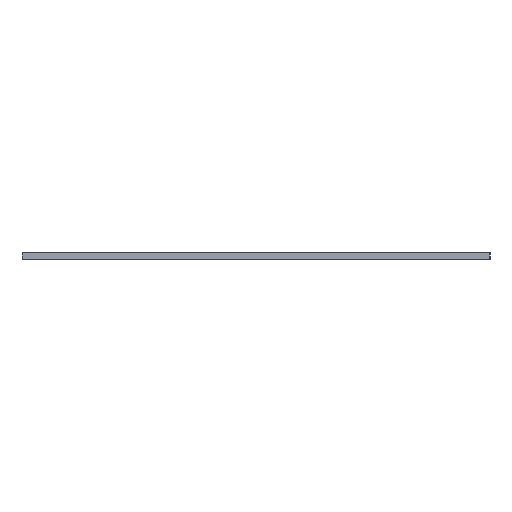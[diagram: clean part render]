
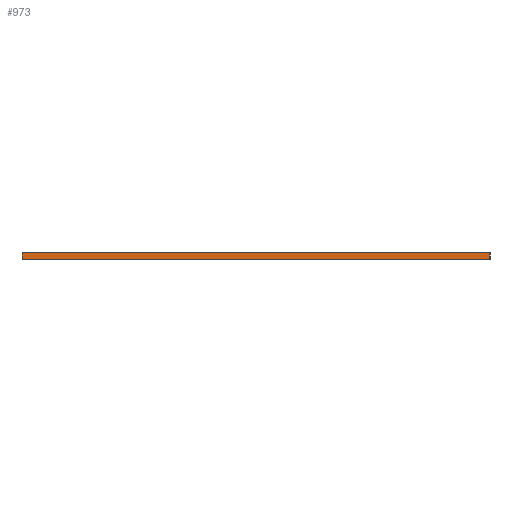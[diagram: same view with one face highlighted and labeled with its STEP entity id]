
A CAD part, left-side view. The second image highlights one B-rep face of the part: STEP entity #973.
In plain terms, the highlighted planar face has unit normal (-1, 0, 0).
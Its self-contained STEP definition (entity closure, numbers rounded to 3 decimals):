
#69=FACE_OUTER_BOUND('',#115,.T.);
#115=EDGE_LOOP('',(#771,#772,#773,#774));
#251=LINE('',#1489,#383);
#252=LINE('',#1491,#384);
#253=LINE('',#1493,#385);
#254=LINE('',#1494,#386);
#383=VECTOR('',#1227,10.);
#384=VECTOR('',#1228,10.);
#385=VECTOR('',#1229,10.);
#386=VECTOR('',#1230,10.);
#479=VERTEX_POINT('',#1487);
#480=VERTEX_POINT('',#1488);
#481=VERTEX_POINT('',#1490);
#482=VERTEX_POINT('',#1492);
#603=EDGE_CURVE('',#479,#480,#251,.T.);
#604=EDGE_CURVE('',#480,#481,#252,.T.);
#605=EDGE_CURVE('',#482,#481,#253,.T.);
#606=EDGE_CURVE('',#479,#482,#254,.T.);
#771=ORIENTED_EDGE('',*,*,#603,.T.);
#772=ORIENTED_EDGE('',*,*,#604,.T.);
#773=ORIENTED_EDGE('',*,*,#605,.F.);
#774=ORIENTED_EDGE('',*,*,#606,.F.);
#927=PLANE('',#1033);
#973=ADVANCED_FACE('',(#69),#927,.T.);
#1033=AXIS2_PLACEMENT_3D('',#1486,#1225,#1226);
#1225=DIRECTION('center_axis',(-1.,0.,0.));
#1226=DIRECTION('ref_axis',(0.,1.,0.));
#1227=DIRECTION('',(0.,1.,0.));
#1228=DIRECTION('',(0.,0.,-1.));
#1229=DIRECTION('',(0.,1.,0.));
#1230=DIRECTION('',(0.,0.,-1.));
#1486=CARTESIAN_POINT('Origin',(17.276,-84.116,6.638));
#1487=CARTESIAN_POINT('',(17.276,-84.116,6.638));
#1488=CARTESIAN_POINT('',(17.276,-17.186,6.638));
#1489=CARTESIAN_POINT('',(17.276,-84.116,6.638));
#1490=CARTESIAN_POINT('',(17.276,-17.186,5.638));
#1491=CARTESIAN_POINT('',(17.276,-17.186,6.638));
#1492=CARTESIAN_POINT('',(17.276,-84.116,5.638));
#1493=CARTESIAN_POINT('',(17.276,-84.116,5.638));
#1494=CARTESIAN_POINT('',(17.276,-84.116,6.638));
